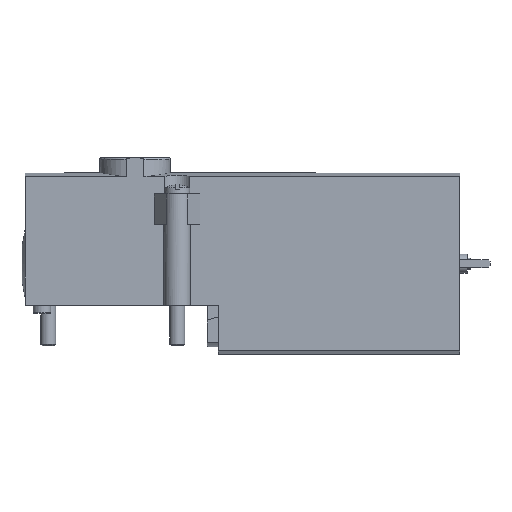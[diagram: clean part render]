
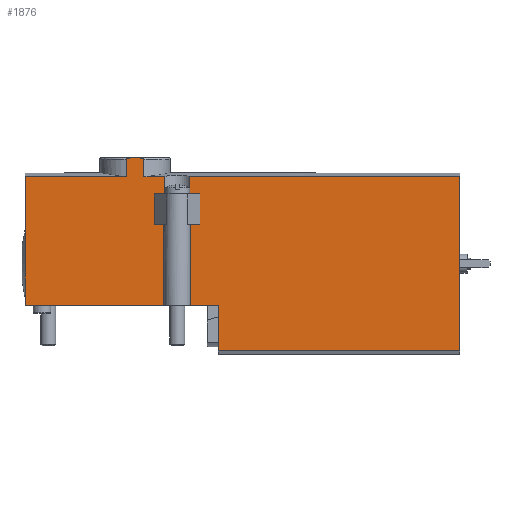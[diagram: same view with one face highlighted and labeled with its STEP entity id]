
A CAD part, top view. The second image highlights one B-rep face of the part: STEP entity #1876.
In plain terms, the highlighted planar face has unit normal (0, 0, 1).
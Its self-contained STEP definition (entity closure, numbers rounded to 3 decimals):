
#30=PLANE('',#2008);
#111=B_SPLINE_CURVE_WITH_KNOTS('',3,(#2821,#2822,#2823,#2824,#2825,#2826,
#2827,#2828,#2829,#2830,#2831,#2832,#2833,#2834,#2835),.UNSPECIFIED.,.F.,
 .F.,(4,1,1,1,1,1,1,1,1,1,1,1,4),(0.007,0.008,
0.008,0.008,0.009,0.009,
0.01,0.011,0.011,0.011,
0.012,0.012,0.012),.UNSPECIFIED.);
#233=ORIENTED_EDGE('',*,*,#764,.T.);
#234=ORIENTED_EDGE('',*,*,#743,.T.);
#235=ORIENTED_EDGE('',*,*,#746,.F.);
#236=ORIENTED_EDGE('',*,*,#737,.T.);
#237=ORIENTED_EDGE('',*,*,#765,.T.);
#238=ORIENTED_EDGE('',*,*,#766,.T.);
#239=ORIENTED_EDGE('',*,*,#767,.T.);
#240=ORIENTED_EDGE('',*,*,#768,.F.);
#241=ORIENTED_EDGE('',*,*,#769,.F.);
#242=ORIENTED_EDGE('',*,*,#770,.F.);
#243=ORIENTED_EDGE('',*,*,#771,.F.);
#244=ORIENTED_EDGE('',*,*,#772,.T.);
#245=ORIENTED_EDGE('',*,*,#773,.T.);
#246=ORIENTED_EDGE('',*,*,#774,.F.);
#247=ORIENTED_EDGE('',*,*,#775,.F.);
#248=ORIENTED_EDGE('',*,*,#776,.T.);
#249=ORIENTED_EDGE('',*,*,#777,.T.);
#250=ORIENTED_EDGE('',*,*,#778,.F.);
#251=ORIENTED_EDGE('',*,*,#779,.T.);
#737=EDGE_CURVE('',#1005,#1006,#1193,.T.);
#743=EDGE_CURVE('',#1012,#1011,#1196,.F.);
#746=EDGE_CURVE('',#1005,#1011,#111,.T.);
#764=EDGE_CURVE('',#1029,#1012,#1213,.T.);
#765=EDGE_CURVE('',#1006,#1030,#1214,.T.);
#766=EDGE_CURVE('',#1030,#1031,#1215,.T.);
#767=EDGE_CURVE('',#1031,#1032,#1216,.T.);
#768=EDGE_CURVE('',#1033,#1032,#1217,.T.);
#769=EDGE_CURVE('',#1034,#1033,#1218,.T.);
#770=EDGE_CURVE('',#1035,#1034,#1219,.T.);
#771=EDGE_CURVE('',#1036,#1035,#1220,.T.);
#772=EDGE_CURVE('',#1036,#1037,#1221,.T.);
#773=EDGE_CURVE('',#1037,#1038,#1222,.F.);
#774=EDGE_CURVE('',#1039,#1038,#1223,.T.);
#775=EDGE_CURVE('',#1040,#1039,#1224,.T.);
#776=EDGE_CURVE('',#1040,#1041,#1225,.T.);
#777=EDGE_CURVE('',#1041,#1042,#1226,.T.);
#778=EDGE_CURVE('',#1043,#1042,#1227,.T.);
#779=EDGE_CURVE('',#1043,#1029,#1228,.T.);
#1005=VERTEX_POINT('',#2788);
#1006=VERTEX_POINT('',#2789);
#1011=VERTEX_POINT('',#2806);
#1012=VERTEX_POINT('',#2808);
#1029=VERTEX_POINT('',#2885);
#1030=VERTEX_POINT('',#2887);
#1031=VERTEX_POINT('',#2889);
#1032=VERTEX_POINT('',#2891);
#1033=VERTEX_POINT('',#2893);
#1034=VERTEX_POINT('',#2895);
#1035=VERTEX_POINT('',#2897);
#1036=VERTEX_POINT('',#2899);
#1037=VERTEX_POINT('',#2901);
#1038=VERTEX_POINT('',#2903);
#1039=VERTEX_POINT('',#2905);
#1040=VERTEX_POINT('',#2907);
#1041=VERTEX_POINT('',#2909);
#1042=VERTEX_POINT('',#2911);
#1043=VERTEX_POINT('',#2913);
#1193=LINE('',#2787,#1369);
#1196=LINE('',#2807,#1372);
#1213=LINE('',#2884,#1389);
#1214=LINE('',#2886,#1390);
#1215=LINE('',#2888,#1391);
#1216=LINE('',#2890,#1392);
#1217=LINE('',#2892,#1393);
#1218=LINE('',#2894,#1394);
#1219=LINE('',#2896,#1395);
#1220=LINE('',#2898,#1396);
#1221=LINE('',#2900,#1397);
#1222=LINE('',#2902,#1398);
#1223=LINE('',#2904,#1399);
#1224=LINE('',#2906,#1400);
#1225=LINE('',#2908,#1401);
#1226=LINE('',#2910,#1402);
#1227=LINE('',#2912,#1403);
#1228=LINE('',#2914,#1404);
#1369=VECTOR('',#2207,1000.);
#1372=VECTOR('',#2216,1000.);
#1389=VECTOR('',#2241,1000.);
#1390=VECTOR('',#2242,1000.);
#1391=VECTOR('',#2243,1000.);
#1392=VECTOR('',#2244,1000.);
#1393=VECTOR('',#2245,1000.);
#1394=VECTOR('',#2246,1000.);
#1395=VECTOR('',#2247,1000.);
#1396=VECTOR('',#2248,1000.);
#1397=VECTOR('',#2249,1000.);
#1398=VECTOR('',#2250,1000.);
#1399=VECTOR('',#2251,1000.);
#1400=VECTOR('',#2252,1000.);
#1401=VECTOR('',#2253,1000.);
#1402=VECTOR('',#2254,1000.);
#1403=VECTOR('',#2255,1000.);
#1404=VECTOR('',#2256,1000.);
#1550=EDGE_LOOP('',(#233,#234,#235,#236,#237,#238,#239,#240,#241,#242,#243,
#244,#245,#246,#247,#248,#249,#250,#251));
#1700=FACE_BOUND('',#1550,.T.);
#1876=ADVANCED_FACE('',(#1700),#30,.F.);
#2008=AXIS2_PLACEMENT_3D('',#2883,#2239,#2240);
#2207=DIRECTION('',(0.,-1.,0.));
#2216=DIRECTION('',(0.,-1.,0.));
#2239=DIRECTION('',(0.,0.,-1.));
#2240=DIRECTION('',(-1.,0.,0.));
#2241=DIRECTION('',(-1.,0.,0.));
#2242=DIRECTION('',(-1.,0.,0.));
#2243=DIRECTION('',(0.,-1.,0.));
#2244=DIRECTION('',(0.,-1.,0.));
#2245=DIRECTION('',(-1.,0.,0.));
#2246=DIRECTION('',(0.,1.,0.));
#2247=DIRECTION('',(-1.,0.,0.));
#2248=DIRECTION('',(0.,-1.,0.));
#2249=DIRECTION('',(-1.,0.,0.));
#2250=DIRECTION('',(0.,1.,0.));
#2251=DIRECTION('',(-1.,0.,0.));
#2252=DIRECTION('',(0.,1.,0.));
#2253=DIRECTION('',(-1.,0.,0.));
#2254=DIRECTION('',(0.,1.,0.));
#2255=DIRECTION('',(-1.,0.,0.));
#2256=DIRECTION('',(0.,1.,0.));
#2787=CARTESIAN_POINT('',(26.657,45.,9.));
#2788=CARTESIAN_POINT('',(26.657,51.5,9.));
#2789=CARTESIAN_POINT('',(26.657,47.,9.));
#2806=CARTESIAN_POINT('',(31.343,51.5,9.));
#2807=CARTESIAN_POINT('',(31.343,45.,9.));
#2808=CARTESIAN_POINT('',(31.343,47.,9.));
#2821=CARTESIAN_POINT('',(26.657,51.5,9.));
#2822=CARTESIAN_POINT('',(26.657,51.605,9.));
#2823=CARTESIAN_POINT('',(26.865,51.734,9.));
#2824=CARTESIAN_POINT('',(27.148,51.82,9.));
#2825=CARTESIAN_POINT('',(27.452,51.877,9.));
#2826=CARTESIAN_POINT('',(27.858,51.924,9.));
#2827=CARTESIAN_POINT('',(28.371,51.952,9.));
#2828=CARTESIAN_POINT('',(28.982,51.961,9.));
#2829=CARTESIAN_POINT('',(29.608,51.953,9.));
#2830=CARTESIAN_POINT('',(30.126,51.926,9.));
#2831=CARTESIAN_POINT('',(30.537,51.879,9.));
#2832=CARTESIAN_POINT('',(30.847,51.822,9.));
#2833=CARTESIAN_POINT('',(31.131,51.736,9.));
#2834=CARTESIAN_POINT('',(31.343,51.605,9.));
#2835=CARTESIAN_POINT('',(31.343,51.5,9.));
#2883=CARTESIAN_POINT('',(114.6,47.,9.));
#2884=CARTESIAN_POINT('',(114.6,47.,9.));
#2885=CARTESIAN_POINT('',(36.793,47.,9.));
#2886=CARTESIAN_POINT('',(114.6,47.,9.));
#2887=CARTESIAN_POINT('',(0.,47.,9.));
#2888=CARTESIAN_POINT('',(0.,47.,9.));
#2889=CARTESIAN_POINT('',(0.,24.,9.));
#2890=CARTESIAN_POINT('',(0.,47.,9.));
#2891=CARTESIAN_POINT('',(0.,13.,9.));
#2892=CARTESIAN_POINT('',(114.6,13.,9.));
#2893=CARTESIAN_POINT('',(51.,13.,9.));
#2894=CARTESIAN_POINT('',(51.,47.,9.));
#2895=CARTESIAN_POINT('',(51.,1.,9.));
#2896=CARTESIAN_POINT('',(114.6,1.,9.));
#2897=CARTESIAN_POINT('',(114.6,1.,9.));
#2898=CARTESIAN_POINT('',(114.6,47.,9.));
#2899=CARTESIAN_POINT('',(114.6,47.,9.));
#2900=CARTESIAN_POINT('',(114.6,47.,9.));
#2901=CARTESIAN_POINT('',(43.407,47.,9.));
#2902=CARTESIAN_POINT('',(43.407,42.4,9.));
#2903=CARTESIAN_POINT('',(43.407,42.4,9.));
#2904=CARTESIAN_POINT('',(46.1,42.4,9.));
#2905=CARTESIAN_POINT('',(46.1,42.4,9.));
#2906=CARTESIAN_POINT('',(46.1,34.4,9.));
#2907=CARTESIAN_POINT('',(46.1,34.4,9.));
#2908=CARTESIAN_POINT('',(46.1,34.4,9.));
#2909=CARTESIAN_POINT('',(34.1,34.4,9.));
#2910=CARTESIAN_POINT('',(34.1,34.4,9.));
#2911=CARTESIAN_POINT('',(34.1,42.4,9.));
#2912=CARTESIAN_POINT('',(46.1,42.4,9.));
#2913=CARTESIAN_POINT('',(36.793,42.4,9.));
#2914=CARTESIAN_POINT('',(36.793,42.4,9.));
